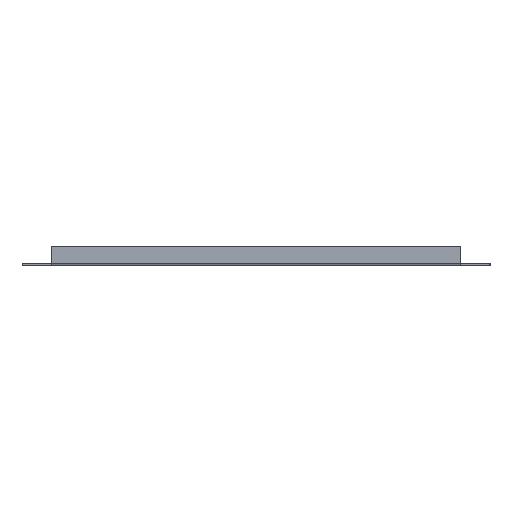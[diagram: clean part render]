
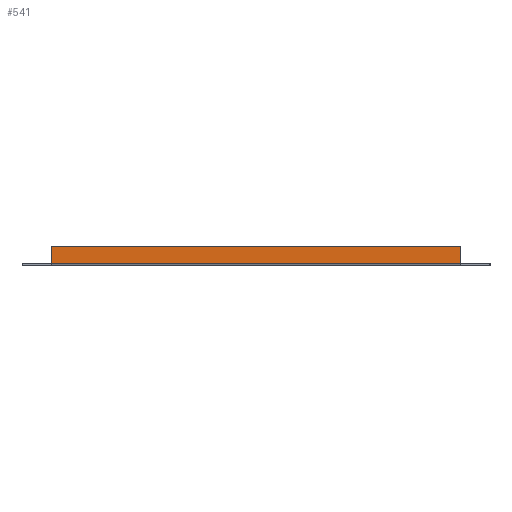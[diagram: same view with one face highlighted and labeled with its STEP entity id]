
A CAD part, left-side view. The second image highlights one B-rep face of the part: STEP entity #541.
In plain terms, the highlighted planar face has unit normal (-1, 0, 0).
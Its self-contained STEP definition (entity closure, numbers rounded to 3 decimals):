
#304 = ORIENTED_EDGE ( 'NONE', *, *, #2052, .F. ) ;
#322 = ORIENTED_EDGE ( 'NONE', *, *, #2060, .T. ) ;
#358 = ORIENTED_EDGE ( 'NONE', *, *, #2054, .T. ) ;
#407 = ORIENTED_EDGE ( 'NONE', *, *, #2055, .T. ) ;
#541 = ADVANCED_FACE ( 'NONE', ( #2098 ), #874, .F. ) ;
#573 = LINE ( 'NONE', #1697, #586 ) ;
#586 = VECTOR ( 'NONE', #1714, 1000. ) ;
#587 = VECTOR ( 'NONE', #1700, 1000. ) ;
#588 = LINE ( 'NONE', #1699, #587 ) ;
#589 = LINE ( 'NONE', #1704, #591 ) ;
#591 = VECTOR ( 'NONE', #1693, 1000. ) ;
#592 = VECTOR ( 'NONE', #1695, 1000. ) ;
#595 = LINE ( 'NONE', #1660, #592 ) ;
#749 = DIRECTION ( 'NONE',  ( 0., 1., 0. ) ) ;
#760 = DIRECTION ( 'NONE',  ( 1., 0., 0. ) ) ;
#839 = VERTEX_POINT ( 'NONE', #2187 ) ;
#874 = PLANE ( 'NONE',  #1166 ) ;
#878 = CARTESIAN_POINT ( 'NONE',  ( -925., -210., 2.5 ) ) ;
#918 = VERTEX_POINT ( 'NONE', #1022 ) ;
#926 = VERTEX_POINT ( 'NONE', #1480 ) ;
#935 = VERTEX_POINT ( 'NONE', #1579 ) ;
#1022 = CARTESIAN_POINT ( 'NONE',  ( -925., -210., 2.51 ) ) ;
#1166 = AXIS2_PLACEMENT_3D ( 'NONE', #878, #760, #749 ) ;
#1297 = EDGE_LOOP ( 'NONE', ( #304, #358, #322, #407 ) ) ;
#1480 = CARTESIAN_POINT ( 'NONE',  ( -925., -210., 20. ) ) ;
#1579 = CARTESIAN_POINT ( 'NONE',  ( -925., 210., 20. ) ) ;
#1660 = CARTESIAN_POINT ( 'NONE',  ( -925., -210., 2.51 ) ) ;
#1693 = DIRECTION ( 'NONE',  ( 0., 1., 0. ) ) ;
#1695 = DIRECTION ( 'NONE',  ( 0., 1., 0. ) ) ;
#1697 = CARTESIAN_POINT ( 'NONE',  ( -925., 210., 2.5 ) ) ;
#1699 = CARTESIAN_POINT ( 'NONE',  ( -925., -210., 20. ) ) ;
#1700 = DIRECTION ( 'NONE',  ( 0., 0., 1. ) ) ;
#1704 = CARTESIAN_POINT ( 'NONE',  ( -925., 210., 20. ) ) ;
#1714 = DIRECTION ( 'NONE',  ( 0., 0., -1. ) ) ;
#2052 = EDGE_CURVE ( 'NONE', #918, #839, #595, .T. ) ;
#2054 = EDGE_CURVE ( 'NONE', #918, #926, #588, .T. ) ;
#2055 = EDGE_CURVE ( 'NONE', #935, #839, #573, .T. ) ;
#2060 = EDGE_CURVE ( 'NONE', #926, #935, #589, .T. ) ;
#2098 = FACE_OUTER_BOUND ( 'NONE', #1297, .T. ) ;
#2187 = CARTESIAN_POINT ( 'NONE',  ( -925., 210., 2.51 ) ) ;
